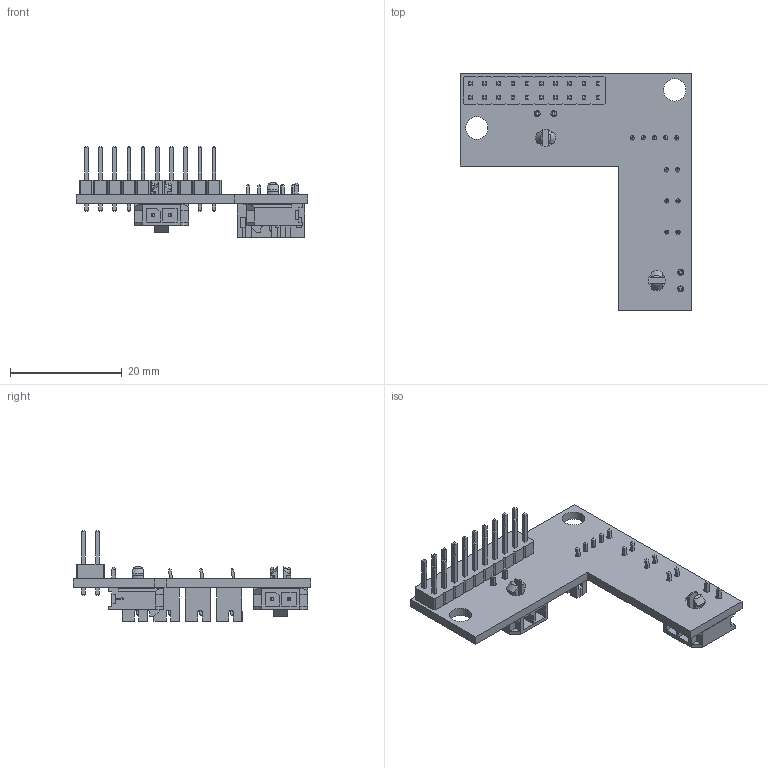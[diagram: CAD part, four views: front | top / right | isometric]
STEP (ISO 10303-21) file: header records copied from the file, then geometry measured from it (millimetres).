
FILE_DESCRIPTION(('KiCad electronic assembly'),'2;1');
FILE_NAME('AD3 HE Board.step','2023-01-18T15:51:57',('Pcbnew'),('Kicad') ,'Open CASCADE STEP processor 7.6','KiCad to STEP converter','Unknown' );
FILE_SCHEMA(('AUTOMOTIVE_DESIGN { 1 0 10303 214 1 1 1 1 }'));
Length unit declared in the file: millimetre
Products named in the file (10): AD3 HE Board 1; PinHeader_2x10_P2.54mm_Vertical; SOLID; 436500200; COMPOUND; JST_PH_B2B-PH-K_1x02_P2.00mm_Vertical; JST_PH_B5B-PH-K_1x05_P2.00mm_Vertical; AD3 HE Board PCB
Assembly tree (12 placements, depth 3):
  AD3 HE Board 1
    PinHeader_2x10_P2.54mm_Vertical
      SOLID
    436500200  x2
      COMPOUND
    JST_PH_B2B-PH-K_1x02_P2.00mm_Vertical  x3
      SOLID
    JST_PH_B5B-PH-K_1x05_P2.00mm_Vertical
      SOLID
    AD3 HE Board PCB
Bounding box: 41.5 x 42.5 x 16.24 mm (x, y, z)
Volume: 2882.2 mm3; surface area: 5800.9 mm2
Topology: 10 solids, 10 shells, 1309 faces, 3379 edges, 2178 vertices
Faces by surface type: bspline 1260, cylinder 39, plane 10
Full cylindrical faces by diameter (mm): 0.75 x11, 1 x20, 1.07 x4, 3.05 x2, 4 x2
Entity records: 56650 total; most frequent: CARTESIAN_POINT 19195, B_SPLINE_CURVE_WITH_KNOTS 6583, ORIENTED_EDGE 4696, PCURVE 4696, DEFINITIONAL_REPRESENTATION 4696, EDGE_CURVE 2348, SURFACE_CURVE 2309, VERTEX_POINT 1484
